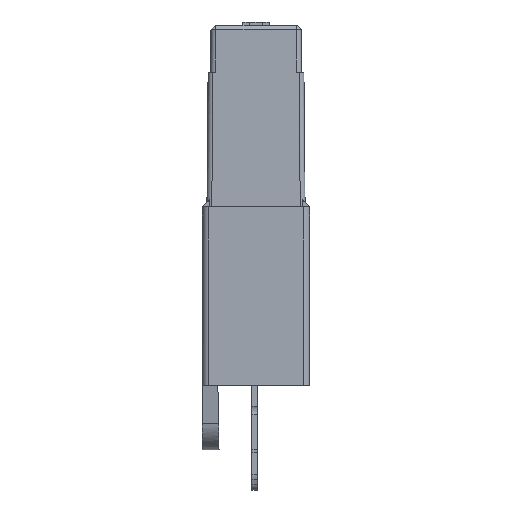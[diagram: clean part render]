
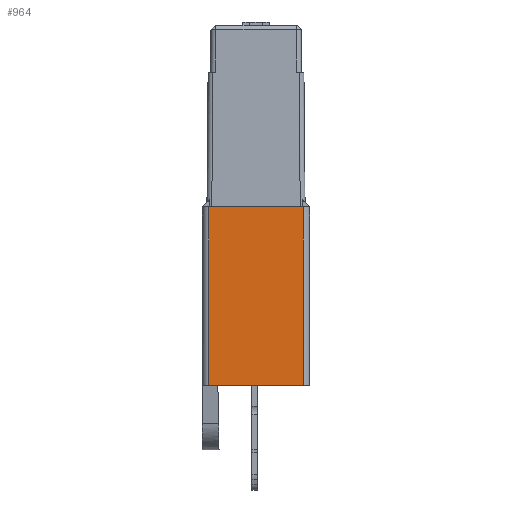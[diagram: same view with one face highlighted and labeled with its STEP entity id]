
A CAD part, front view. The second image highlights one B-rep face of the part: STEP entity #964.
In plain terms, the highlighted planar face has unit normal (0, -1, -0.009).
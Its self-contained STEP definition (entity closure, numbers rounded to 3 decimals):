
#748=FACE_OUTER_BOUND('',#1392,.T.);
#964=ADVANCED_FACE('',(#748),#1189,.F.);
#1189=PLANE('',#4957);
#1392=EDGE_LOOP('',(#2602,#2603,#2604,#2605));
#1666=LINE('',#6566,#2063);
#1679=LINE('',#6618,#2076);
#1731=LINE('',#6759,#2128);
#1732=LINE('',#6760,#2129);
#2063=VECTOR('',#5372,1.);
#2076=VECTOR('',#5415,1.);
#2128=VECTOR('',#5531,1.);
#2129=VECTOR('',#5532,1.);
#2602=ORIENTED_EDGE('',*,*,#4239,.F.);
#2603=ORIENTED_EDGE('',*,*,#4311,.T.);
#2604=ORIENTED_EDGE('',*,*,#4214,.F.);
#2605=ORIENTED_EDGE('',*,*,#4312,.T.);
#3781=VERTEX_POINT('',#6565);
#3782=VERTEX_POINT('',#6567);
#3805=VERTEX_POINT('',#6617);
#3806=VERTEX_POINT('',#6619);
#4214=EDGE_CURVE('',#3781,#3782,#1666,.T.);
#4239=EDGE_CURVE('',#3805,#3806,#1679,.T.);
#4311=EDGE_CURVE('',#3805,#3782,#1731,.T.);
#4312=EDGE_CURVE('',#3781,#3806,#1732,.T.);
#4957=AXIS2_PLACEMENT_3D('',#6761,#5533,#5534);
#5372=DIRECTION('',(-1.,0.,0.));
#5415=DIRECTION('',(1.,0.,0.));
#5531=DIRECTION('',(0.,0.009,-1.));
#5532=DIRECTION('',(0.,-0.009,1.));
#5533=DIRECTION('',(0.,1.,0.009));
#5534=DIRECTION('',(0.,0.009,-1.));
#6565=CARTESIAN_POINT('',(82.9,13.467,-11.));
#6566=CARTESIAN_POINT('',(71.847,13.467,-11.));
#6567=CARTESIAN_POINT('',(77.1,13.467,-11.));
#6617=CARTESIAN_POINT('',(77.1,13.371,0.));
#6618=CARTESIAN_POINT('',(78.274,13.371,0.));
#6619=CARTESIAN_POINT('',(82.9,13.371,0.));
#6759=CARTESIAN_POINT('',(77.1,13.371,0.));
#6760=CARTESIAN_POINT('',(82.9,13.371,-0.004));
#6761=CARTESIAN_POINT('',(80.,13.371,0.));
